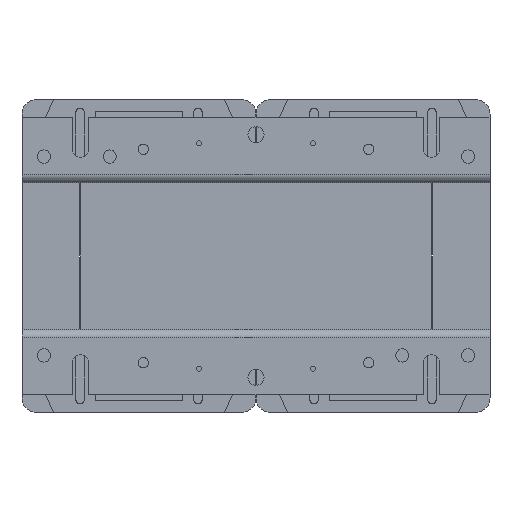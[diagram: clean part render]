
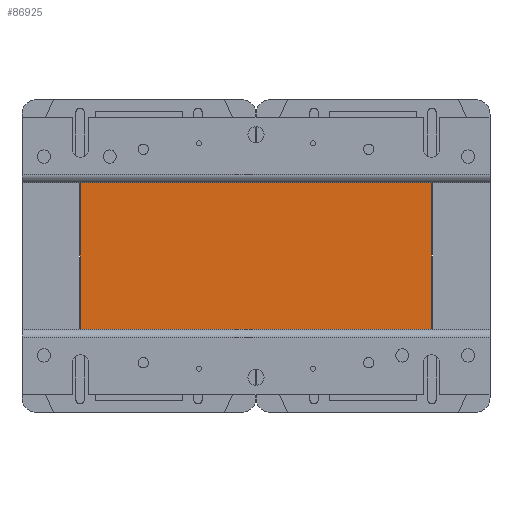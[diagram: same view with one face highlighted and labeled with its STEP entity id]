
A CAD part, front view. The second image highlights one B-rep face of the part: STEP entity #86925.
In plain terms, the highlighted planar face has unit normal (0, -1, 0).
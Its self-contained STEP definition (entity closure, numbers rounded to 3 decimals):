
#1951=LINE('',#131528,#9028);
#1956=LINE('',#131537,#9033);
#1960=LINE('',#131545,#9037);
#1961=LINE('',#131547,#9038);
#9028=VECTOR('',#103244,10.);
#9033=VECTOR('',#103251,10.);
#9037=VECTOR('',#103259,10.);
#9038=VECTOR('',#103262,10.);
#16100=PLANE('',#92613);
#18888=FACE_OUTER_BOUND('',#24479,.T.);
#24479=EDGE_LOOP('',(#55520,#55521,#55522,#55523));
#35682=VERTEX_POINT('',#131524);
#35684=VERTEX_POINT('',#131527);
#35686=VERTEX_POINT('',#131533);
#35689=VERTEX_POINT('',#131543);
#43092=EDGE_CURVE('',#35684,#35682,#1951,.T.);
#43097=EDGE_CURVE('',#35686,#35684,#1956,.T.);
#43101=EDGE_CURVE('',#35682,#35689,#1960,.T.);
#43102=EDGE_CURVE('',#35689,#35686,#1961,.T.);
#55520=ORIENTED_EDGE('',*,*,#43102,.T.);
#55521=ORIENTED_EDGE('',*,*,#43097,.T.);
#55522=ORIENTED_EDGE('',*,*,#43092,.T.);
#55523=ORIENTED_EDGE('',*,*,#43101,.T.);
#86925=ADVANCED_FACE('',(#18888),#16100,.T.);
#92613=AXIS2_PLACEMENT_3D('',#131546,#103260,#103261);
#103244=DIRECTION('',(1.,0.,0.));
#103251=DIRECTION('',(0.,0.,-1.));
#103259=DIRECTION('',(0.,0.,1.));
#103260=DIRECTION('center_axis',(0.,-1.,0.));
#103261=DIRECTION('ref_axis',(0.,0.,-1.));
#103262=DIRECTION('',(-1.,0.,0.));
#131524=CARTESIAN_POINT('',(120.,-200.,-50.));
#131527=CARTESIAN_POINT('',(-120.,-200.,-50.));
#131528=CARTESIAN_POINT('',(-120.,-200.,-50.));
#131533=CARTESIAN_POINT('',(-120.,-200.,50.));
#131537=CARTESIAN_POINT('',(-120.,-200.,0.));
#131543=CARTESIAN_POINT('',(120.,-200.,50.));
#131545=CARTESIAN_POINT('',(120.,-200.,0.));
#131546=CARTESIAN_POINT('Origin',(120.,-200.,0.));
#131547=CARTESIAN_POINT('',(-120.,-200.,50.));
